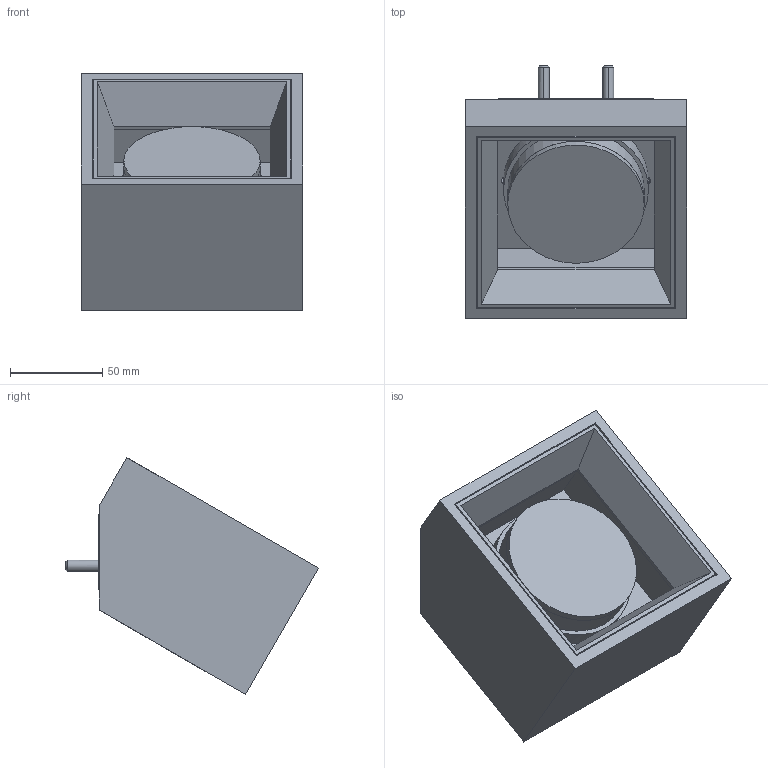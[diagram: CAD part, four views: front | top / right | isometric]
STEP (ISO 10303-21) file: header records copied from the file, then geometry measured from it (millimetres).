
FILE_DESCRIPTION(/* description */ (''),/* implementation_level */ '2;1');
FILE_NAME(/* name */ 'T430_NassoParete_Quadrato',/* time_stamp */ '2023-09-19T16:03:58+02:00',/* author */ (''),/* organization */ (''),/* preprocessor_version */ 'ST-DEVELOPER v16.5',/* originating_system */ 'Rhino 7.20',/* authorisation */ '');
FILE_SCHEMA (('CONFIG_CONTROL_DESIGN'));
Length unit declared in the file: millimetre
Products named in the file (1): Document
Bounding box: 120 x 137.19 x 128.59 mm (x, y, z)
Volume: 713726.3 mm3; surface area: 187275.2 mm2
Topology: 25 solids, 25 shells, 454 faces, 1053 edges, 687 vertices
Faces by surface type: plane 233, cylinder 165, bspline 56
Entity records: 13396 total; most frequent: CARTESIAN_POINT 6191, ORIENTED_EDGE 2104, EDGE_CURVE 1052, VERTEX_POINT 685, EDGE_LOOP 539, B_SPLINE_CURVE_WITH_KNOTS 496, ADVANCED_FACE 454, FACE_OUTER_BOUND 454
